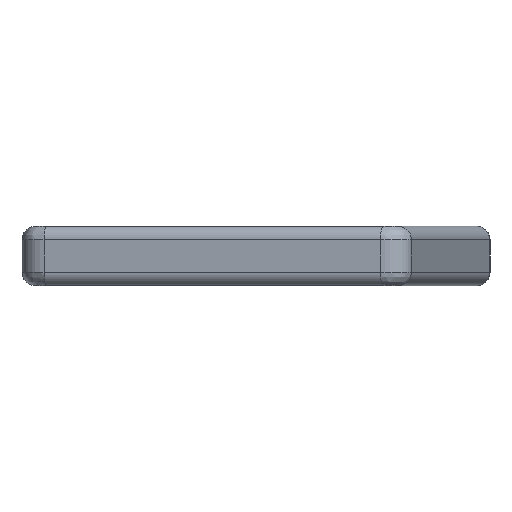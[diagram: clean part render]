
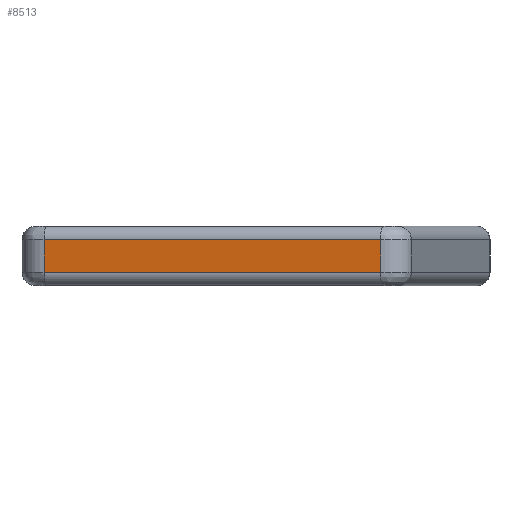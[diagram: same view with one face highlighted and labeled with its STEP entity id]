
A CAD part, left-side view. The second image highlights one B-rep face of the part: STEP entity #8513.
In plain terms, the highlighted planar face has unit normal (-0.985, 0.174, 0).
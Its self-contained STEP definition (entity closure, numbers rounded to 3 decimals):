
#148=LINE('',#12452,#1085);
#157=LINE('',#12471,#1094);
#158=LINE('',#12475,#1095);
#159=LINE('',#12476,#1096);
#1085=VECTOR('',#9898,10.);
#1094=VECTOR('',#9917,10.);
#1095=VECTOR('',#9922,10.);
#1096=VECTOR('',#9923,10.);
#2116=FACE_OUTER_BOUND('',#2573,.T.);
#2573=EDGE_LOOP('',(#5671,#5672,#5673,#5674));
#3464=VERTEX_POINT('',#12342);
#3487=VERTEX_POINT('',#12446);
#3492=VERTEX_POINT('',#12470);
#3493=VERTEX_POINT('',#12474);
#4347=EDGE_CURVE('',#3464,#3487,#148,.T.);
#4357=EDGE_CURVE('',#3487,#3492,#157,.T.);
#4359=EDGE_CURVE('',#3464,#3493,#158,.T.);
#4360=EDGE_CURVE('',#3492,#3493,#159,.T.);
#5671=ORIENTED_EDGE('',*,*,#4347,.F.);
#5672=ORIENTED_EDGE('',*,*,#4359,.T.);
#5673=ORIENTED_EDGE('',*,*,#4360,.F.);
#5674=ORIENTED_EDGE('',*,*,#4357,.F.);
#8135=PLANE('',#9024);
#8513=ADVANCED_FACE('',(#2116),#8135,.T.);
#9024=AXIS2_PLACEMENT_3D('',#12473,#9920,#9921);
#9898=DIRECTION('',(0.174,0.985,0.));
#9917=DIRECTION('',(0.,0.,1.));
#9920=DIRECTION('center_axis',(-0.985,0.174,0.));
#9921=DIRECTION('ref_axis',(-0.174,-0.985,0.));
#9922=DIRECTION('',(0.,0.,1.));
#9923=DIRECTION('',(-0.174,-0.985,0.));
#12342=CARTESIAN_POINT('',(-7.588,-2.724,1.5));
#12446=CARTESIAN_POINT('',(-0.906,35.174,1.5));
#12452=CARTESIAN_POINT('',(-2.144,28.152,1.5));
#12470=CARTESIAN_POINT('',(-0.906,35.174,5.2));
#12471=CARTESIAN_POINT('',(-0.906,35.174,0.));
#12473=CARTESIAN_POINT('Origin',(-0.906,35.174,0.));
#12474=CARTESIAN_POINT('',(-7.588,-2.724,5.2));
#12475=CARTESIAN_POINT('',(-7.588,-2.724,0.));
#12476=CARTESIAN_POINT('',(-2.144,28.152,5.2));
